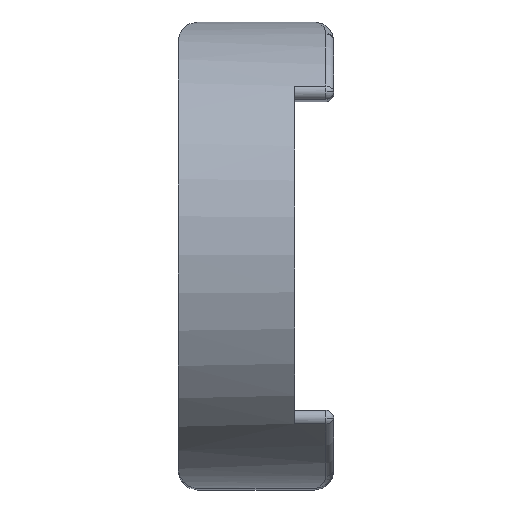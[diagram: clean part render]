
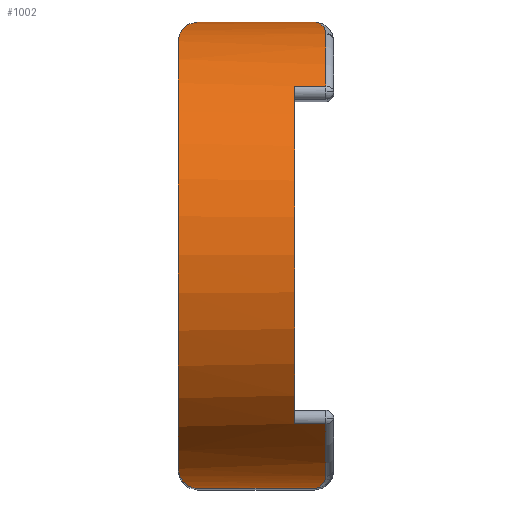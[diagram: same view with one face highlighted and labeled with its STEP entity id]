
A CAD part, top view. The second image highlights one B-rep face of the part: STEP entity #1002.
In plain terms, the highlighted cylindrical face has radius 6 mm (diameter 12 mm), a partial arc.
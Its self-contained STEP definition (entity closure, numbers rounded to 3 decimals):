
#17 = CARTESIAN_POINT ( 'NONE',  ( -2., 4.345, -1.862 ) ) ;
#22 = CARTESIAN_POINT ( 'NONE',  ( -1.617, -5.99, -5.595 ) ) ;
#23 = VERTEX_POINT ( 'NONE', #145 ) ;
#49 = DIRECTION ( 'NONE',  ( -1., 0., 0. ) ) ;
#52 = CARTESIAN_POINT ( 'NONE',  ( 1., 0., -6. ) ) ;
#53 = LINE ( 'NONE', #1387, #329 ) ;
#58 = DIRECTION ( 'NONE',  ( 1., 0., 0. ) ) ;
#65 = CARTESIAN_POINT ( 'NONE',  ( 1.5, 6., -6. ) ) ;
#71 = EDGE_CURVE ( 'NONE', #162, #1046, #1225, .T. ) ;
#83 = CARTESIAN_POINT ( 'NONE',  ( -1.5, 6., -6. ) ) ;
#86 = CARTESIAN_POINT ( 'NONE',  ( 1.641, -5.975, -5.361 ) ) ;
#91 = CARTESIAN_POINT ( 'NONE',  ( 1.5, -6., -6. ) ) ;
#108 = CARTESIAN_POINT ( 'NONE',  ( -2., -5.5, -3.602 ) ) ;
#117 = VERTEX_POINT ( 'NONE', #1235 ) ;
#118 = DIRECTION ( 'NONE',  ( -1., 0., 0. ) ) ;
#119 = AXIS2_PLACEMENT_3D ( 'NONE', #755, #49, #872 ) ;
#131 = CARTESIAN_POINT ( 'NONE',  ( -1.5, -6., -6. ) ) ;
#134 = DIRECTION ( 'NONE',  ( 0., 0., -1. ) ) ;
#139 = CIRCLE ( 'NONE', #464, 6. ) ;
#145 = CARTESIAN_POINT ( 'NONE',  ( 1., 4.345, -1.862 ) ) ;
#162 = VERTEX_POINT ( 'NONE', #1020 ) ;
#163 = DIRECTION ( 'NONE',  ( 0., 0., -1. ) ) ;
#167 = ORIENTED_EDGE ( 'NONE', *, *, #649, .T. ) ;
#178 = CARTESIAN_POINT ( 'NONE',  ( 1.8, 0., -6. ) ) ;
#180 = ORIENTED_EDGE ( 'NONE', *, *, #228, .T. ) ;
#195 = CARTESIAN_POINT ( 'NONE',  ( -1.728, 5.949, -5.193 ) ) ;
#196 = CARTESIAN_POINT ( 'NONE',  ( 1.5, -6., -6. ) ) ;
#202 = CARTESIAN_POINT ( 'NONE',  ( 1.8, -5.794, -4.408 ) ) ;
#218 = LINE ( 'NONE', #1348, #1431 ) ;
#220 = ORIENTED_EDGE ( 'NONE', *, *, #470, .T. ) ;
#228 = EDGE_CURVE ( 'NONE', #529, #814, #957, .T. ) ;
#245 = DIRECTION ( 'NONE',  ( 1., 0., 0. ) ) ;
#251 = VECTOR ( 'NONE', #987, 1000. ) ;
#257 = ORIENTED_EDGE ( 'NONE', *, *, #715, .F. ) ;
#270 = VERTEX_POINT ( 'NONE', #91 ) ;
#273 = CARTESIAN_POINT ( 'NONE',  ( 1.754, 5.872, -4.726 ) ) ;
#298 = DIRECTION ( 'NONE',  ( 0., 0., -1. ) ) ;
#307 = EDGE_CURVE ( 'NONE', #1021, #23, #727, .T. ) ;
#315 = CARTESIAN_POINT ( 'NONE',  ( -1.876, 5.836, -4.59 ) ) ;
#329 = VECTOR ( 'NONE', #58, 1000. ) ;
#330 = LINE ( 'NONE', #17, #961 ) ;
#340 = VERTEX_POINT ( 'NONE', #1318 ) ;
#367 = CARTESIAN_POINT ( 'NONE',  ( -2., -5.5, -3.602 ) ) ;
#375 = AXIS2_PLACEMENT_3D ( 'NONE', #1414, #1082, #134 ) ;
#378 = AXIS2_PLACEMENT_3D ( 'NONE', #52, #877, #163 ) ;
#400 = CARTESIAN_POINT ( 'NONE',  ( 1.8, 5.69, -4.095 ) ) ;
#441 = CARTESIAN_POINT ( 'NONE',  ( -1.979, 5.658, -3.993 ) ) ;
#464 = AXIS2_PLACEMENT_3D ( 'NONE', #829, #118, #947 ) ;
#470 = EDGE_CURVE ( 'NONE', #270, #775, #1381, .T. ) ;
#485 = CARTESIAN_POINT ( 'NONE',  ( -1.979, -5.658, -3.993 ) ) ;
#516 = CARTESIAN_POINT ( 'NONE',  ( 1.641, 5.975, -5.361 ) ) ;
#529 = VERTEX_POINT ( 'NONE', #1519 ) ;
#551 = CARTESIAN_POINT ( 'NONE',  ( -2., 5.5, -3.602 ) ) ;
#584 = ORIENTED_EDGE ( 'NONE', *, *, #1204, .T. ) ;
#597 = CARTESIAN_POINT ( 'NONE',  ( -1.876, -5.836, -4.59 ) ) ;
#598 = CIRCLE ( 'NONE', #723, 6. ) ;
#649 = EDGE_CURVE ( 'NONE', #23, #117, #330, .T. ) ;
#657 = EDGE_CURVE ( 'NONE', #911, #1295, #841, .T. ) ;
#663 = CARTESIAN_POINT ( 'NONE',  ( -1.5, -6., -6. ) ) ;
#715 = EDGE_CURVE ( 'NONE', #911, #814, #922, .T. ) ;
#723 = AXIS2_PLACEMENT_3D ( 'NONE', #178, #1011, #298 ) ;
#725 = CARTESIAN_POINT ( 'NONE',  ( -1.728, -5.949, -5.193 ) ) ;
#727 = CIRCLE ( 'NONE', #378, 6. ) ;
#731 = CARTESIAN_POINT ( 'NONE',  ( 1., -4.345, -1.862 ) ) ;
#751 = EDGE_CURVE ( 'NONE', #340, #1021, #885, .T. ) ;
#755 = CARTESIAN_POINT ( 'NONE',  ( -2., 0., -6. ) ) ;
#775 = VERTEX_POINT ( 'NONE', #842 ) ;
#786 = EDGE_CURVE ( 'NONE', #529, #1046, #218, .T. ) ;
#789 = CARTESIAN_POINT ( 'NONE',  ( -1.558, 6., -5.798 ) ) ;
#797 = CARTESIAN_POINT ( 'NONE',  ( 1.57, -6., -5.681 ) ) ;
#814 = VERTEX_POINT ( 'NONE', #1282 ) ;
#829 = CARTESIAN_POINT ( 'NONE',  ( 1.8, 0., -6. ) ) ;
#837 = CARTESIAN_POINT ( 'NONE',  ( -2., -5.585, -3.797 ) ) ;
#841 = B_SPLINE_CURVE_WITH_KNOTS ( 'NONE', 3,
 ( #367, #837, #485, #1306, #597, #1424, #725, #22, #844, #131 ),
 .UNSPECIFIED., .F., .F.,
 ( 4, 2, 2, 2, 4 ),
 ( 0., 0.001, 0.001, 0.002, 0.003 ),
 .UNSPECIFIED. ) ;
#842 = CARTESIAN_POINT ( 'NONE',  ( 1.8, -5.69, -4.095 ) ) ;
#844 = CARTESIAN_POINT ( 'NONE',  ( -1.558, -6., -5.798 ) ) ;
#863 = EDGE_CURVE ( 'NONE', #775, #340, #139, .T. ) ;
#865 = CARTESIAN_POINT ( 'NONE',  ( 1.8, 5.794, -4.408 ) ) ;
#872 = DIRECTION ( 'NONE',  ( 0., 0., -1. ) ) ;
#877 = DIRECTION ( 'NONE',  ( -1., 0., 0. ) ) ;
#885 = LINE ( 'NONE', #1116, #251 ) ;
#899 = FACE_OUTER_BOUND ( 'NONE', #966, .T. ) ;
#904 = CARTESIAN_POINT ( 'NONE',  ( -1.617, 5.99, -5.595 ) ) ;
#911 = VERTEX_POINT ( 'NONE', #108 ) ;
#914 = CARTESIAN_POINT ( 'NONE',  ( 1.754, -5.872, -4.726 ) ) ;
#922 = CIRCLE ( 'NONE', #119, 6. ) ;
#947 = DIRECTION ( 'NONE',  ( 0., 1., 0. ) ) ;
#957 = B_SPLINE_CURVE_WITH_KNOTS ( 'NONE', 3,
 ( #83, #789, #904, #195, #1029, #315, #1142, #441, #1261, #551 ),
 .UNSPECIFIED., .F., .F.,
 ( 4, 2, 2, 2, 4 ),
 ( 0., 0.001, 0.001, 0.002, 0.003 ),
 .UNSPECIFIED. ) ;
#961 = VECTOR ( 'NONE', #245, 1000. ) ;
#966 = EDGE_LOOP ( 'NONE', ( #999, #1007, #167, #584, #1170, #1200, #180, #257, #1332, #1215, #220, #1236 ) ) ;
#987 = DIRECTION ( 'NONE',  ( -1., 0., 0. ) ) ;
#999 = ORIENTED_EDGE ( 'NONE', *, *, #751, .T. ) ;
#1002 = ADVANCED_FACE ( 'NONE', ( #899 ), #1177, .T. ) ;
#1007 = ORIENTED_EDGE ( 'NONE', *, *, #307, .T. ) ;
#1011 = DIRECTION ( 'NONE',  ( -1., 0., 0. ) ) ;
#1020 = CARTESIAN_POINT ( 'NONE',  ( 1.8, 5.69, -4.095 ) ) ;
#1021 = VERTEX_POINT ( 'NONE', #731 ) ;
#1029 = CARTESIAN_POINT ( 'NONE',  ( -1.781, 5.918, -4.992 ) ) ;
#1030 = CARTESIAN_POINT ( 'NONE',  ( 1.5, 6., -6. ) ) ;
#1037 = CARTESIAN_POINT ( 'NONE',  ( 1.8, -5.69, -4.095 ) ) ;
#1046 = VERTEX_POINT ( 'NONE', #65 ) ;
#1082 = DIRECTION ( 'NONE',  ( 1., 0., 0. ) ) ;
#1116 = CARTESIAN_POINT ( 'NONE',  ( -2., -4.345, -1.862 ) ) ;
#1142 = CARTESIAN_POINT ( 'NONE',  ( -1.918, 5.783, -4.389 ) ) ;
#1164 = EDGE_CURVE ( 'NONE', #1295, #270, #53, .T. ) ;
#1170 = ORIENTED_EDGE ( 'NONE', *, *, #71, .T. ) ;
#1177 = CYLINDRICAL_SURFACE ( 'NONE', #375, 6. ) ;
#1200 = ORIENTED_EDGE ( 'NONE', *, *, #786, .F. ) ;
#1204 = EDGE_CURVE ( 'NONE', #117, #162, #598, .T. ) ;
#1215 = ORIENTED_EDGE ( 'NONE', *, *, #1164, .T. ) ;
#1225 = B_SPLINE_CURVE_WITH_KNOTS ( 'NONE', 3,
 ( #400, #865, #273, #516, #1340, #1030 ),
 .UNSPECIFIED., .F., .F.,
 ( 4, 2, 4 ),
 ( 0., 0.001, 0.002 ),
 .UNSPECIFIED. ) ;
#1235 = CARTESIAN_POINT ( 'NONE',  ( 1.8, 4.345, -1.862 ) ) ;
#1236 = ORIENTED_EDGE ( 'NONE', *, *, #863, .T. ) ;
#1261 = CARTESIAN_POINT ( 'NONE',  ( -2., 5.585, -3.797 ) ) ;
#1277 = DIRECTION ( 'NONE',  ( 1., 0., 0. ) ) ;
#1282 = CARTESIAN_POINT ( 'NONE',  ( -2., 5.5, -3.602 ) ) ;
#1295 = VERTEX_POINT ( 'NONE', #663 ) ;
#1306 = CARTESIAN_POINT ( 'NONE',  ( -1.918, -5.783, -4.389 ) ) ;
#1318 = CARTESIAN_POINT ( 'NONE',  ( 1.8, -4.345, -1.862 ) ) ;
#1332 = ORIENTED_EDGE ( 'NONE', *, *, #657, .T. ) ;
#1340 = CARTESIAN_POINT ( 'NONE',  ( 1.57, 6., -5.68 ) ) ;
#1348 = CARTESIAN_POINT ( 'NONE',  ( -2., 6., -6. ) ) ;
#1381 = B_SPLINE_CURVE_WITH_KNOTS ( 'NONE', 3,
 ( #196, #797, #86, #914, #202, #1037 ),
 .UNSPECIFIED., .F., .F.,
 ( 4, 2, 4 ),
 ( 0., 0.001, 0.002 ),
 .UNSPECIFIED. ) ;
#1387 = CARTESIAN_POINT ( 'NONE',  ( -2., -6., -6. ) ) ;
#1414 = CARTESIAN_POINT ( 'NONE',  ( -2., 0., -6. ) ) ;
#1424 = CARTESIAN_POINT ( 'NONE',  ( -1.781, -5.918, -4.992 ) ) ;
#1431 = VECTOR ( 'NONE', #1277, 1000. ) ;
#1519 = CARTESIAN_POINT ( 'NONE',  ( -1.5, 6., -6. ) ) ;
